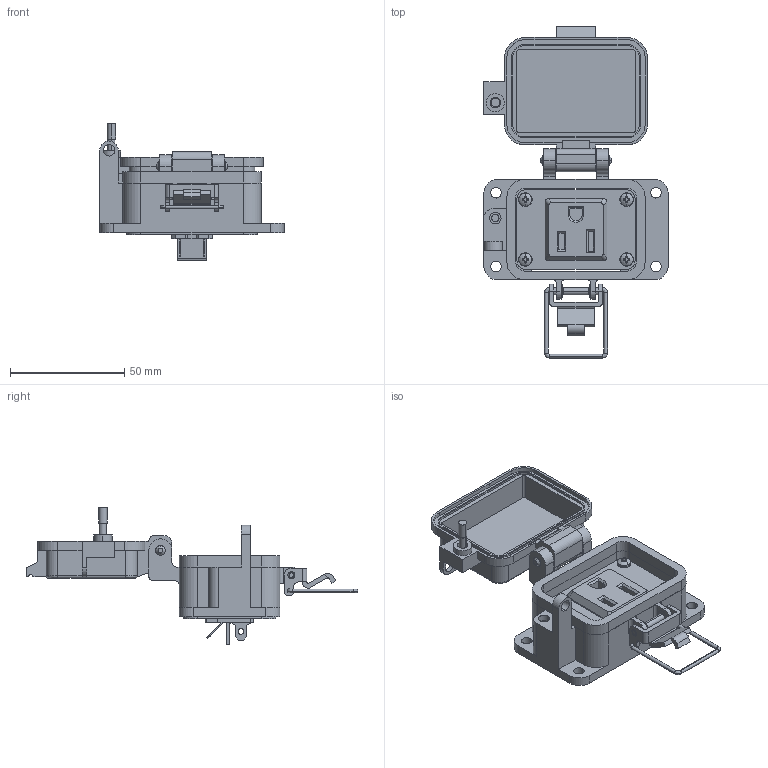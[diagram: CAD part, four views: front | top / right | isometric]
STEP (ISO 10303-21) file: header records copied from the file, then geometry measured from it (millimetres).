
FILE_DESCRIPTION (( 'STEP AP203' ), '1' );
FILE_NAME ('P-XX-B2R0_3D.STEP', '2020-04-28T15:37:46', ( '' ), ( '' ), 'SwSTEP 2.0', 'SolidWorks 2019', '' );
FILE_SCHEMA (( 'CONFIG_CONTROL_DESIGN' ));
Length unit declared in the file: millimetre
Products named in the file (8): P-XX-B2R0_BP180_1; Z-200-OTLT-R0SQ; Z-H-B2_B; P-XX-B2R0_FP060_1; 92005A124_METRIC PAN HEAD PHILLIPS MACHINE SCREW_92005A124; P-XX-B2R0_3D; -B2; R
Assembly tree (10 placements, depth 3):
  P-XX-B2R0_3D
    P-XX-B2R0_BP180_1
    P-XX-B2R0_FP060_1
    R
      Z-200-OTLT-R0SQ
    -B2
      Z-H-B2_B
    92005A124_METRIC PAN HEAD PHILLIPS MACHINE SCREW_92005A124  x4
Bounding box: 80.57 x 145.03 x 60.11 mm (x, y, z)
Volume: 62752.8 mm3; surface area: 50338.4 mm2
Topology: 17 solids, 17 shells, 1426 faces, 4022 edges, 2664 vertices
Faces by surface type: cylinder 842, plane 467, bspline 48, cone 45, torus 16, sphere 8
Entity records: 32109 total; most frequent: CARTESIAN_POINT 9165, ORIENTED_EDGE 4888, DIRECTION 4336, EDGE_CURVE 2444, VERTEX_POINT 1617, LINE 1454, VECTOR 1454, AXIS2_PLACEMENT_3D 1441
